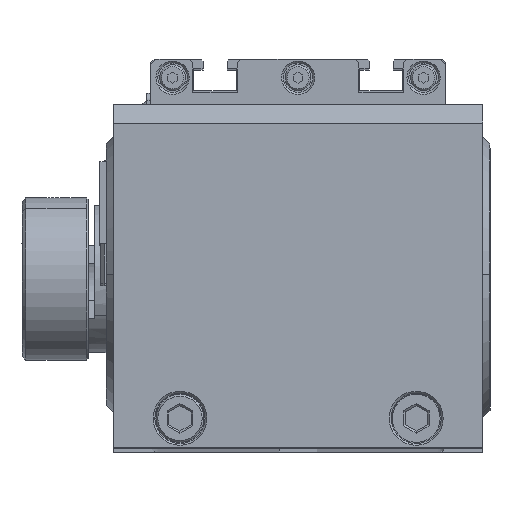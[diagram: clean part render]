
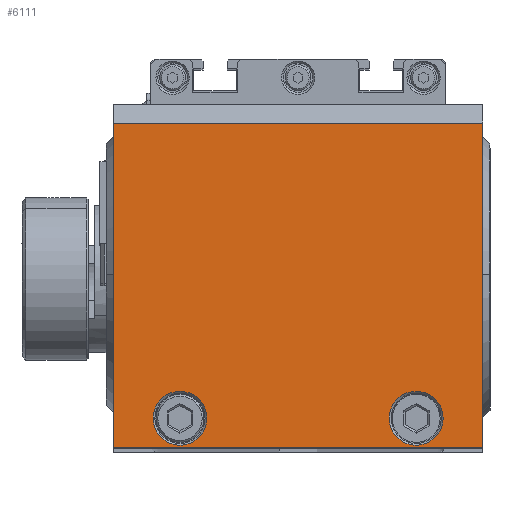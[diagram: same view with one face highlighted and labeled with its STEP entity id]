
A CAD part, top view. The second image highlights one B-rep face of the part: STEP entity #6111.
In plain terms, the highlighted face is planar.
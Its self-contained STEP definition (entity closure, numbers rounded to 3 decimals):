
#805 = LINE ( 'NONE', #22445, #26343 ) ;
#872 = CARTESIAN_POINT ( 'NONE',  ( 50., 88., -90. ) ) ;
#2842 = VERTEX_POINT ( 'NONE', #18515 ) ;
#3897 = LINE ( 'NONE', #12877, #24823 ) ;
#4185 = EDGE_LOOP ( 'NONE', ( #4271, #21992, #4946, #10101 ) ) ;
#4271 = ORIENTED_EDGE ( 'NONE', *, *, #16514, .T. ) ;
#4617 = CARTESIAN_POINT ( 'NONE',  ( -50., 88., -90. ) ) ;
#4790 = EDGE_LOOP ( 'NONE', ( #26209, #8105 ) ) ;
#4946 = ORIENTED_EDGE ( 'NONE', *, *, #33826, .F. ) ;
#5457 = AXIS2_PLACEMENT_3D ( 'NONE', #11372, #8566, #22349 ) ;
#5668 = EDGE_CURVE ( 'NONE', #2842, #29837, #7281, .T. ) ;
#6111 = ADVANCED_FACE ( 'NONE', ( #10769, #34664, #19277 ), #11903, .T. ) ;
#6445 = CARTESIAN_POINT ( 'NONE',  ( -50., 0., -90. ) ) ;
#6557 = CARTESIAN_POINT ( 'NONE',  ( -50., 0., -90. ) ) ;
#6769 = ORIENTED_EDGE ( 'NONE', *, *, #25158, .T. ) ;
#6793 = VECTOR ( 'NONE', #7866, 1000. ) ;
#7281 = CIRCLE ( 'NONE', #5457, 7.3 ) ;
#7650 = LINE ( 'NONE', #9662, #6793 ) ;
#7866 = DIRECTION ( 'NONE',  ( 1., 0., 0. ) ) ;
#8105 = ORIENTED_EDGE ( 'NONE', *, *, #30168, .T. ) ;
#8566 = DIRECTION ( 'NONE',  ( 0., 0., 1. ) ) ;
#9662 = CARTESIAN_POINT ( 'NONE',  ( -50., 0., -90. ) ) ;
#9787 = CARTESIAN_POINT ( 'NONE',  ( 32., 8., -90. ) ) ;
#10101 = ORIENTED_EDGE ( 'NONE', *, *, #12876, .F. ) ;
#10360 = VERTEX_POINT ( 'NONE', #872 ) ;
#10505 = EDGE_LOOP ( 'NONE', ( #34976, #6769 ) ) ;
#10769 = FACE_BOUND ( 'NONE', #4790, .T. ) ;
#11268 = VECTOR ( 'NONE', #28489, 1000. ) ;
#11372 = CARTESIAN_POINT ( 'NONE',  ( 32., 8., -90. ) ) ;
#11903 = PLANE ( 'NONE',  #27154 ) ;
#12011 = DIRECTION ( 'NONE',  ( 0., 0., -1. ) ) ;
#12056 = CIRCLE ( 'NONE', #34230, 7.3 ) ;
#12350 = CARTESIAN_POINT ( 'NONE',  ( -24.7, 8., -90. ) ) ;
#12501 = DIRECTION ( 'NONE',  ( -1., 0., 0. ) ) ;
#12876 = EDGE_CURVE ( 'NONE', #30921, #18572, #7650, .T. ) ;
#12877 = CARTESIAN_POINT ( 'NONE',  ( -50., 88., -90. ) ) ;
#12913 = EDGE_CURVE ( 'NONE', #13037, #17498, #13601, .T. ) ;
#13037 = VERTEX_POINT ( 'NONE', #19394 ) ;
#13601 = CIRCLE ( 'NONE', #24391, 7.3 ) ;
#15678 = CARTESIAN_POINT ( 'NONE',  ( 50., 0., -90. ) ) ;
#16514 = EDGE_CURVE ( 'NONE', #30921, #21147, #23654, .T. ) ;
#17084 = DIRECTION ( 'NONE',  ( -1., 0., 0. ) ) ;
#17498 = VERTEX_POINT ( 'NONE', #12350 ) ;
#17501 = AXIS2_PLACEMENT_3D ( 'NONE', #31956, #26115, #18143 ) ;
#18034 = DIRECTION ( 'NONE',  ( 0., 0., 1. ) ) ;
#18143 = DIRECTION ( 'NONE',  ( -1., 0., 0. ) ) ;
#18268 = DIRECTION ( 'NONE',  ( 1., 0., 0. ) ) ;
#18471 = DIRECTION ( 'NONE',  ( 0., 0., 1. ) ) ;
#18515 = CARTESIAN_POINT ( 'NONE',  ( 24.7, 8., -90. ) ) ;
#18572 = VERTEX_POINT ( 'NONE', #15678 ) ;
#19277 = FACE_OUTER_BOUND ( 'NONE', #4185, .T. ) ;
#19394 = CARTESIAN_POINT ( 'NONE',  ( -39.3, 8., -90. ) ) ;
#19576 = CARTESIAN_POINT ( 'NONE',  ( -50., 0., -90. ) ) ;
#20282 = EDGE_CURVE ( 'NONE', #21147, #10360, #3897, .T. ) ;
#21147 = VERTEX_POINT ( 'NONE', #4617 ) ;
#21992 = ORIENTED_EDGE ( 'NONE', *, *, #20282, .T. ) ;
#22349 = DIRECTION ( 'NONE',  ( -1., 0., 0. ) ) ;
#22445 = CARTESIAN_POINT ( 'NONE',  ( 50., 0., -90. ) ) ;
#22905 = DIRECTION ( 'NONE',  ( 0., 1., 0. ) ) ;
#23654 = LINE ( 'NONE', #6557, #11268 ) ;
#24391 = AXIS2_PLACEMENT_3D ( 'NONE', #32288, #18471, #26585 ) ;
#24823 = VECTOR ( 'NONE', #18268, 1000. ) ;
#25158 = EDGE_CURVE ( 'NONE', #29837, #2842, #12056, .T. ) ;
#26090 = CIRCLE ( 'NONE', #17501, 7.3 ) ;
#26115 = DIRECTION ( 'NONE',  ( 0., 0., 1. ) ) ;
#26209 = ORIENTED_EDGE ( 'NONE', *, *, #12913, .T. ) ;
#26343 = VECTOR ( 'NONE', #22905, 1000. ) ;
#26585 = DIRECTION ( 'NONE',  ( -1., 0., 0. ) ) ;
#27154 = AXIS2_PLACEMENT_3D ( 'NONE', #6445, #12011, #17084 ) ;
#28489 = DIRECTION ( 'NONE',  ( 0., 1., 0. ) ) ;
#29837 = VERTEX_POINT ( 'NONE', #32582 ) ;
#30168 = EDGE_CURVE ( 'NONE', #17498, #13037, #26090, .T. ) ;
#30921 = VERTEX_POINT ( 'NONE', #19576 ) ;
#31956 = CARTESIAN_POINT ( 'NONE',  ( -32., 8., -90. ) ) ;
#32288 = CARTESIAN_POINT ( 'NONE',  ( -32., 8., -90. ) ) ;
#32582 = CARTESIAN_POINT ( 'NONE',  ( 39.3, 8., -90. ) ) ;
#33826 = EDGE_CURVE ( 'NONE', #18572, #10360, #805, .T. ) ;
#34230 = AXIS2_PLACEMENT_3D ( 'NONE', #9787, #18034, #12501 ) ;
#34664 = FACE_BOUND ( 'NONE', #10505, .T. ) ;
#34976 = ORIENTED_EDGE ( 'NONE', *, *, #5668, .T. ) ;
